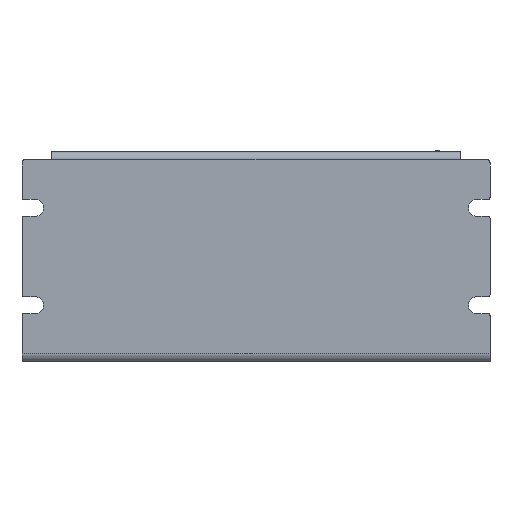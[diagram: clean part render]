
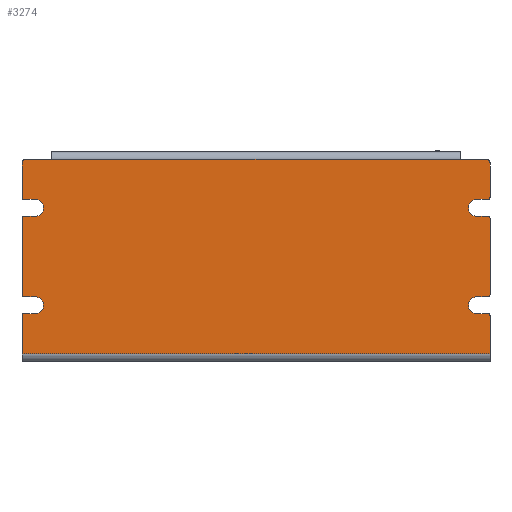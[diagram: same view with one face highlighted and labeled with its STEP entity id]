
A CAD part, front view. The second image highlights one B-rep face of the part: STEP entity #3274.
In plain terms, the highlighted planar face has unit normal (0, -1, 0).
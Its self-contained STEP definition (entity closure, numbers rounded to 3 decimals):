
#168=DIRECTION('',(-1.,0.,0.));
#169=VECTOR('',#168,125.);
#170=CARTESIAN_POINT('',(62.5,-1.,-26.));
#171=LINE('',#170,#169);
#719=DIRECTION('',(1.,0.,0.));
#720=VECTOR('',#719,109.);
#721=CARTESIAN_POINT('',(-54.5,-1.,26.));
#722=LINE('',#721,#720);
#737=CARTESIAN_POINT('',(62.,-1.,-10.25));
#738=DIRECTION('',(0.,-1.,0.));
#739=DIRECTION('',(0.,0.,-1.));
#740=AXIS2_PLACEMENT_3D('',#737,#738,#739);
#742=DIRECTION('',(-1.,0.,0.));
#743=VECTOR('',#742,3.);
#744=CARTESIAN_POINT('',(62.,-1.,-10.75));
#745=LINE('',#744,#743);
#746=CARTESIAN_POINT('',(59.,-1.,-13.));
#747=DIRECTION('',(0.,1.,0.));
#748=DIRECTION('',(0.,0.,-1.));
#749=AXIS2_PLACEMENT_3D('',#746,#747,#748);
#751=DIRECTION('',(-1.,0.,0.));
#752=VECTOR('',#751,3.);
#753=CARTESIAN_POINT('',(62.,-1.,-15.25));
#754=LINE('',#753,#752);
#755=CARTESIAN_POINT('',(62.,-1.,-15.75));
#756=DIRECTION('',(0.,-1.,0.));
#757=DIRECTION('',(1.,0.,0.));
#758=AXIS2_PLACEMENT_3D('',#755,#756,#757);
#760=DIRECTION('',(0.,0.,-1.));
#761=VECTOR('',#760,10.25);
#762=CARTESIAN_POINT('',(62.5,-1.,-15.75));
#763=LINE('',#762,#761);
#764=DIRECTION('',(0.,0.,1.));
#765=VECTOR('',#764,10.25);
#766=CARTESIAN_POINT('',(-62.5,-1.,-26.));
#767=LINE('',#766,#765);
#768=CARTESIAN_POINT('',(-62.,-1.,-15.75));
#769=DIRECTION('',(0.,-1.,0.));
#770=DIRECTION('',(0.,0.,1.));
#771=AXIS2_PLACEMENT_3D('',#768,#769,#770);
#773=DIRECTION('',(1.,0.,0.));
#774=VECTOR('',#773,3.);
#775=CARTESIAN_POINT('',(-62.,-1.,-15.25));
#776=LINE('',#775,#774);
#777=CARTESIAN_POINT('',(-59.,-1.,-13.));
#778=DIRECTION('',(0.,1.,0.));
#779=DIRECTION('',(0.,0.,1.));
#780=AXIS2_PLACEMENT_3D('',#777,#778,#779);
#782=DIRECTION('',(1.,0.,0.));
#783=VECTOR('',#782,3.);
#784=CARTESIAN_POINT('',(-62.,-1.,-10.75));
#785=LINE('',#784,#783);
#786=CARTESIAN_POINT('',(-62.,-1.,-10.25));
#787=DIRECTION('',(0.,-1.,0.));
#788=DIRECTION('',(-1.,0.,0.));
#789=AXIS2_PLACEMENT_3D('',#786,#787,#788);
#791=DIRECTION('',(0.,0.,1.));
#792=VECTOR('',#791,20.5);
#793=CARTESIAN_POINT('',(-62.5,-1.,-10.25));
#794=LINE('',#793,#792);
#795=CARTESIAN_POINT('',(-62.,-1.,10.25));
#796=DIRECTION('',(0.,-1.,0.));
#797=DIRECTION('',(0.,0.,1.));
#798=AXIS2_PLACEMENT_3D('',#795,#796,#797);
#800=DIRECTION('',(1.,0.,0.));
#801=VECTOR('',#800,3.);
#802=CARTESIAN_POINT('',(-62.,-1.,10.75));
#803=LINE('',#802,#801);
#804=CARTESIAN_POINT('',(-59.,-1.,13.));
#805=DIRECTION('',(0.,1.,0.));
#806=DIRECTION('',(0.,0.,1.));
#807=AXIS2_PLACEMENT_3D('',#804,#805,#806);
#809=DIRECTION('',(1.,0.,0.));
#810=VECTOR('',#809,3.);
#811=CARTESIAN_POINT('',(-62.,-1.,15.25));
#812=LINE('',#811,#810);
#813=CARTESIAN_POINT('',(-62.,-1.,15.75));
#814=DIRECTION('',(0.,-1.,0.));
#815=DIRECTION('',(-1.,0.,0.));
#816=AXIS2_PLACEMENT_3D('',#813,#814,#815);
#818=DIRECTION('',(0.,0.,1.));
#819=VECTOR('',#818,9.25);
#820=CARTESIAN_POINT('',(-62.5,-1.,15.75));
#821=LINE('',#820,#819);
#822=CARTESIAN_POINT('',(-61.5,-1.,25.));
#823=DIRECTION('',(0.,-1.,0.));
#824=DIRECTION('',(0.,0.,1.));
#825=AXIS2_PLACEMENT_3D('',#822,#823,#824);
#827=DIRECTION('',(1.,0.,0.));
#828=VECTOR('',#827,7.);
#829=CARTESIAN_POINT('',(-61.5,-1.,26.));
#830=LINE('',#829,#828);
#831=DIRECTION('',(-1.,0.,0.));
#832=VECTOR('',#831,7.);
#833=CARTESIAN_POINT('',(61.5,-1.,26.));
#834=LINE('',#833,#832);
#835=CARTESIAN_POINT('',(61.5,-1.,25.));
#836=DIRECTION('',(0.,-1.,0.));
#837=DIRECTION('',(1.,0.,0.));
#838=AXIS2_PLACEMENT_3D('',#835,#836,#837);
#840=DIRECTION('',(0.,0.,-1.));
#841=VECTOR('',#840,9.25);
#842=CARTESIAN_POINT('',(62.5,-1.,25.));
#843=LINE('',#842,#841);
#844=CARTESIAN_POINT('',(62.,-1.,15.75));
#845=DIRECTION('',(0.,-1.,0.));
#846=DIRECTION('',(0.,0.,-1.));
#847=AXIS2_PLACEMENT_3D('',#844,#845,#846);
#849=DIRECTION('',(-1.,0.,0.));
#850=VECTOR('',#849,3.);
#851=CARTESIAN_POINT('',(62.,-1.,15.25));
#852=LINE('',#851,#850);
#853=CARTESIAN_POINT('',(59.,-1.,13.));
#854=DIRECTION('',(0.,1.,0.));
#855=DIRECTION('',(0.,0.,-1.));
#856=AXIS2_PLACEMENT_3D('',#853,#854,#855);
#858=DIRECTION('',(-1.,0.,0.));
#859=VECTOR('',#858,3.);
#860=CARTESIAN_POINT('',(62.,-1.,10.75));
#861=LINE('',#860,#859);
#862=CARTESIAN_POINT('',(62.,-1.,10.25));
#863=DIRECTION('',(0.,-1.,0.));
#864=DIRECTION('',(1.,0.,0.));
#865=AXIS2_PLACEMENT_3D('',#862,#863,#864);
#867=DIRECTION('',(0.,0.,-1.));
#868=VECTOR('',#867,20.5);
#869=CARTESIAN_POINT('',(62.5,-1.,10.25));
#870=LINE('',#869,#868);
#1719=CARTESIAN_POINT('',(-62.5,-1.,-26.));
#1720=VERTEX_POINT('',#1719);
#1721=CARTESIAN_POINT('',(62.5,-1.,-26.));
#1722=VERTEX_POINT('',#1721);
#1735=CARTESIAN_POINT('',(54.5,-1.,26.));
#1736=VERTEX_POINT('',#1735);
#1737=CARTESIAN_POINT('',(-54.5,-1.,26.));
#1738=VERTEX_POINT('',#1737);
#1779=CARTESIAN_POINT('',(-59.,-1.,-10.75));
#1780=CARTESIAN_POINT('',(-59.,-1.,-15.25));
#1781=VERTEX_POINT('',#1779);
#1782=VERTEX_POINT('',#1780);
#1783=CARTESIAN_POINT('',(-59.,-1.,15.25));
#1784=CARTESIAN_POINT('',(-59.,-1.,10.75));
#1785=VERTEX_POINT('',#1783);
#1786=VERTEX_POINT('',#1784);
#1787=CARTESIAN_POINT('',(59.,-1.,-15.25));
#1788=CARTESIAN_POINT('',(59.,-1.,-10.75));
#1789=VERTEX_POINT('',#1787);
#1790=VERTEX_POINT('',#1788);
#1791=CARTESIAN_POINT('',(59.,-1.,10.75));
#1792=CARTESIAN_POINT('',(59.,-1.,15.25));
#1793=VERTEX_POINT('',#1791);
#1794=VERTEX_POINT('',#1792);
#1831=CARTESIAN_POINT('',(-61.5,-1.,26.));
#1832=VERTEX_POINT('',#1831);
#1833=CARTESIAN_POINT('',(-62.5,-1.,25.));
#1834=VERTEX_POINT('',#1833);
#1839=CARTESIAN_POINT('',(62.5,-1.,25.));
#1840=VERTEX_POINT('',#1839);
#1841=CARTESIAN_POINT('',(61.5,-1.,26.));
#1842=VERTEX_POINT('',#1841);
#1995=CARTESIAN_POINT('',(62.,-1.,-10.75));
#1996=VERTEX_POINT('',#1995);
#1997=CARTESIAN_POINT('',(62.5,-1.,-10.25));
#1998=VERTEX_POINT('',#1997);
#2003=CARTESIAN_POINT('',(62.5,-1.,-15.75));
#2004=VERTEX_POINT('',#2003);
#2005=CARTESIAN_POINT('',(62.,-1.,-15.25));
#2006=VERTEX_POINT('',#2005);
#2011=CARTESIAN_POINT('',(62.5,-1.,10.25));
#2012=VERTEX_POINT('',#2011);
#2013=CARTESIAN_POINT('',(62.,-1.,10.75));
#2014=VERTEX_POINT('',#2013);
#2019=CARTESIAN_POINT('',(62.,-1.,15.25));
#2020=VERTEX_POINT('',#2019);
#2021=CARTESIAN_POINT('',(62.5,-1.,15.75));
#2022=VERTEX_POINT('',#2021);
#2027=CARTESIAN_POINT('',(-62.,-1.,10.75));
#2028=VERTEX_POINT('',#2027);
#2029=CARTESIAN_POINT('',(-62.5,-1.,10.25));
#2030=VERTEX_POINT('',#2029);
#2035=CARTESIAN_POINT('',(-62.5,-1.,15.75));
#2036=VERTEX_POINT('',#2035);
#2037=CARTESIAN_POINT('',(-62.,-1.,15.25));
#2038=VERTEX_POINT('',#2037);
#2043=CARTESIAN_POINT('',(-62.5,-1.,-10.25));
#2044=VERTEX_POINT('',#2043);
#2045=CARTESIAN_POINT('',(-62.,-1.,-10.75));
#2046=VERTEX_POINT('',#2045);
#2051=CARTESIAN_POINT('',(-62.,-1.,-15.25));
#2052=VERTEX_POINT('',#2051);
#2053=CARTESIAN_POINT('',(-62.5,-1.,-15.75));
#2054=VERTEX_POINT('',#2053);
#3226=CARTESIAN_POINT('',(0.,-1.,0.));
#3227=DIRECTION('',(0.,1.,0.));
#3228=DIRECTION('',(1.,0.,0.));
#3229=AXIS2_PLACEMENT_3D('',#3226,#3227,#3228);
#3230=PLANE('',#3229);
#3231=ORIENTED_EDGE('',*,*,#2319,.F.);
#3232=ORIENTED_EDGE('',*,*,#2335,.T.);
#3233=ORIENTED_EDGE('',*,*,#2348,.F.);
#3234=ORIENTED_EDGE('',*,*,#2361,.F.);
#3235=ORIENTED_EDGE('',*,*,#2376,.F.);
#3236=ORIENTED_EDGE('',*,*,#2391,.T.);
#3237=ORIENTED_EDGE('',*,*,#2420,.T.);
#3238=ORIENTED_EDGE('',*,*,#2993,.T.);
#3239=ORIENTED_EDGE('',*,*,#3008,.F.);
#3240=ORIENTED_EDGE('',*,*,#3023,.T.);
#3241=ORIENTED_EDGE('',*,*,#3036,.F.);
#3242=ORIENTED_EDGE('',*,*,#3049,.F.);
#3243=ORIENTED_EDGE('',*,*,#3064,.F.);
#3244=ORIENTED_EDGE('',*,*,#3077,.T.);
#3245=ORIENTED_EDGE('',*,*,#3092,.F.);
#3246=ORIENTED_EDGE('',*,*,#3107,.T.);
#3247=ORIENTED_EDGE('',*,*,#3120,.F.);
#3248=ORIENTED_EDGE('',*,*,#3133,.F.);
#3249=ORIENTED_EDGE('',*,*,#3148,.F.);
#3250=ORIENTED_EDGE('',*,*,#3163,.T.);
#3251=ORIENTED_EDGE('',*,*,#3176,.F.);
#3252=ORIENTED_EDGE('',*,*,#3191,.T.);
#3253=ORIENTED_EDGE('',*,*,#3216,.T.);
#3255=ORIENTED_EDGE('',*,*,#3254,.F.);
#3257=ORIENTED_EDGE('',*,*,#3256,.F.);
#3259=ORIENTED_EDGE('',*,*,#3258,.T.);
#3261=ORIENTED_EDGE('',*,*,#3260,.F.);
#3263=ORIENTED_EDGE('',*,*,#3262,.T.);
#3265=ORIENTED_EDGE('',*,*,#3264,.F.);
#3267=ORIENTED_EDGE('',*,*,#3266,.F.);
#3269=ORIENTED_EDGE('',*,*,#3268,.F.);
#3271=ORIENTED_EDGE('',*,*,#3270,.T.);
#3272=EDGE_LOOP('',(#3231,#3232,#3233,#3234,#3235,#3236,#3237,#3238,#3239,#3240,
#3241,#3242,#3243,#3244,#3245,#3246,#3247,#3248,#3249,#3250,#3251,#3252,#3253,
#3255,#3257,#3259,#3261,#3263,#3265,#3267,#3269,#3271));
#3273=FACE_OUTER_BOUND('',#3272,.F.);
#3274=ADVANCED_FACE('',(#3273),#3230,.F.);
#741=CIRCLE('',#740,0.5);
#750=CIRCLE('',#749,2.25);
#759=CIRCLE('',#758,0.5);
#772=CIRCLE('',#771,0.5);
#781=CIRCLE('',#780,2.25);
#790=CIRCLE('',#789,0.5);
#799=CIRCLE('',#798,0.5);
#808=CIRCLE('',#807,2.25);
#817=CIRCLE('',#816,0.5);
#826=CIRCLE('',#825,1.);
#839=CIRCLE('',#838,1.);
#848=CIRCLE('',#847,0.5);
#857=CIRCLE('',#856,2.25);
#866=CIRCLE('',#865,0.5);
#2319=EDGE_CURVE('',#1996,#1998,#741,.T.);
#2335=EDGE_CURVE('',#1996,#1790,#745,.T.);
#2348=EDGE_CURVE('',#1789,#1790,#750,.T.);
#2361=EDGE_CURVE('',#2006,#1789,#754,.T.);
#2376=EDGE_CURVE('',#2004,#2006,#759,.T.);
#2391=EDGE_CURVE('',#2004,#1722,#763,.T.);
#2420=EDGE_CURVE('',#1722,#1720,#171,.T.);
#2993=EDGE_CURVE('',#1720,#2054,#767,.T.);
#3008=EDGE_CURVE('',#2052,#2054,#772,.T.);
#3023=EDGE_CURVE('',#2052,#1782,#776,.T.);
#3036=EDGE_CURVE('',#1781,#1782,#781,.T.);
#3049=EDGE_CURVE('',#2046,#1781,#785,.T.);
#3064=EDGE_CURVE('',#2044,#2046,#790,.T.);
#3077=EDGE_CURVE('',#2044,#2030,#794,.T.);
#3092=EDGE_CURVE('',#2028,#2030,#799,.T.);
#3107=EDGE_CURVE('',#2028,#1786,#803,.T.);
#3120=EDGE_CURVE('',#1785,#1786,#808,.T.);
#3133=EDGE_CURVE('',#2038,#1785,#812,.T.);
#3148=EDGE_CURVE('',#2036,#2038,#817,.T.);
#3163=EDGE_CURVE('',#2036,#1834,#821,.T.);
#3176=EDGE_CURVE('',#1832,#1834,#826,.T.);
#3191=EDGE_CURVE('',#1832,#1738,#830,.T.);
#3216=EDGE_CURVE('',#1738,#1736,#722,.T.);
#3254=EDGE_CURVE('',#1842,#1736,#834,.T.);
#3256=EDGE_CURVE('',#1840,#1842,#839,.T.);
#3258=EDGE_CURVE('',#1840,#2022,#843,.T.);
#3260=EDGE_CURVE('',#2020,#2022,#848,.T.);
#3262=EDGE_CURVE('',#2020,#1794,#852,.T.);
#3264=EDGE_CURVE('',#1793,#1794,#857,.T.);
#3266=EDGE_CURVE('',#2014,#1793,#861,.T.);
#3268=EDGE_CURVE('',#2012,#2014,#866,.T.);
#3270=EDGE_CURVE('',#2012,#1998,#870,.T.);
